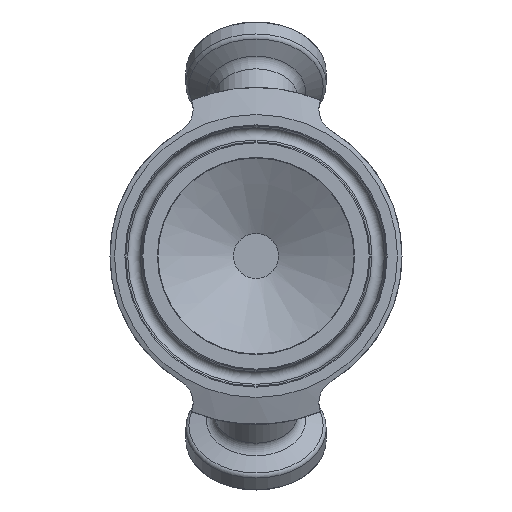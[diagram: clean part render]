
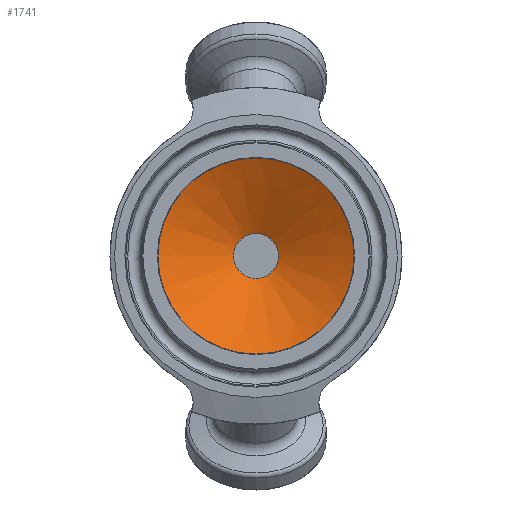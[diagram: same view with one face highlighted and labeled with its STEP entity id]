
A CAD part, front view. The second image highlights one B-rep face of the part: STEP entity #1741.
In plain terms, the highlighted conical face has half-angle 62.592 degrees and reference radius 10.75 mm.
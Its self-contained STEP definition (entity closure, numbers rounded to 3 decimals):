
#168=FACE_OUTER_BOUND('',#266,.T.);
#266=EDGE_LOOP('',(#1252,#1253,#1254,#1255,#1256,#1257,#1258));
#363=LINE('',#3076,#425);
#425=VECTOR('',#2345,10.75);
#487=CIRCLE('',#1899,4.);
#488=CIRCLE('',#1900,4.);
#500=CIRCLE('',#1916,17.457);
#501=CIRCLE('',#1917,17.457);
#502=CIRCLE('',#1918,17.457);
#688=VERTEX_POINT('',#3027);
#689=VERTEX_POINT('',#3029);
#702=VERTEX_POINT('',#3062);
#703=VERTEX_POINT('',#3064);
#704=VERTEX_POINT('',#3066);
#898=EDGE_CURVE('',#689,#688,#487,.T.);
#899=EDGE_CURVE('',#688,#689,#488,.T.);
#915=EDGE_CURVE('',#702,#703,#500,.T.);
#916=EDGE_CURVE('',#703,#704,#501,.T.);
#917=EDGE_CURVE('',#704,#702,#502,.T.);
#921=EDGE_CURVE('',#688,#704,#363,.T.);
#1252=ORIENTED_EDGE('',*,*,#898,.T.);
#1253=ORIENTED_EDGE('',*,*,#921,.T.);
#1254=ORIENTED_EDGE('',*,*,#916,.F.);
#1255=ORIENTED_EDGE('',*,*,#915,.F.);
#1256=ORIENTED_EDGE('',*,*,#917,.F.);
#1257=ORIENTED_EDGE('',*,*,#921,.F.);
#1258=ORIENTED_EDGE('',*,*,#899,.T.);
#1604=CONICAL_SURFACE('',#1923,10.75,1.092);
#1741=ADVANCED_FACE('',(#168),#1604,.F.);
#1899=AXIS2_PLACEMENT_3D('',#3030,#2291,#2292);
#1900=AXIS2_PLACEMENT_3D('',#3031,#2293,#2294);
#1916=AXIS2_PLACEMENT_3D('',#3065,#2329,#2330);
#1917=AXIS2_PLACEMENT_3D('',#3067,#2331,#2332);
#1918=AXIS2_PLACEMENT_3D('',#3068,#2333,#2334);
#1923=AXIS2_PLACEMENT_3D('',#3075,#2343,#2344);
#2291=DIRECTION('center_axis',(0.,1.,0.));
#2292=DIRECTION('ref_axis',(-1.,0.,0.));
#2293=DIRECTION('center_axis',(0.,1.,0.));
#2294=DIRECTION('ref_axis',(-1.,0.,0.));
#2329=DIRECTION('center_axis',(0.,1.,0.));
#2330=DIRECTION('ref_axis',(1.,0.,0.));
#2331=DIRECTION('center_axis',(0.,1.,0.));
#2332=DIRECTION('ref_axis',(1.,0.,0.));
#2333=DIRECTION('center_axis',(0.,1.,0.));
#2334=DIRECTION('ref_axis',(1.,0.,0.));
#2343=DIRECTION('center_axis',(0.,-1.,0.));
#2344=DIRECTION('ref_axis',(-1.,0.,0.));
#2345=DIRECTION('',(0.888,-0.46,0.));
#3027=CARTESIAN_POINT('',(4.,7.,0.));
#3029=CARTESIAN_POINT('',(-4.,7.,0.));
#3030=CARTESIAN_POINT('Origin',(0.,7.,
0.));
#3031=CARTESIAN_POINT('Origin',(0.,7.,
0.));
#3062=CARTESIAN_POINT('',(0.,0.022,-17.457));
#3064=CARTESIAN_POINT('',(-17.457,0.022,0.));
#3065=CARTESIAN_POINT('Origin',(0.,0.022,
0.));
#3066=CARTESIAN_POINT('',(17.457,0.022,0.));
#3067=CARTESIAN_POINT('Origin',(0.,0.022,
0.));
#3068=CARTESIAN_POINT('Origin',(0.,0.022,
0.));
#3075=CARTESIAN_POINT('Origin',(0.,3.5,0.));
#3076=CARTESIAN_POINT('',(10.75,3.5,0.));
